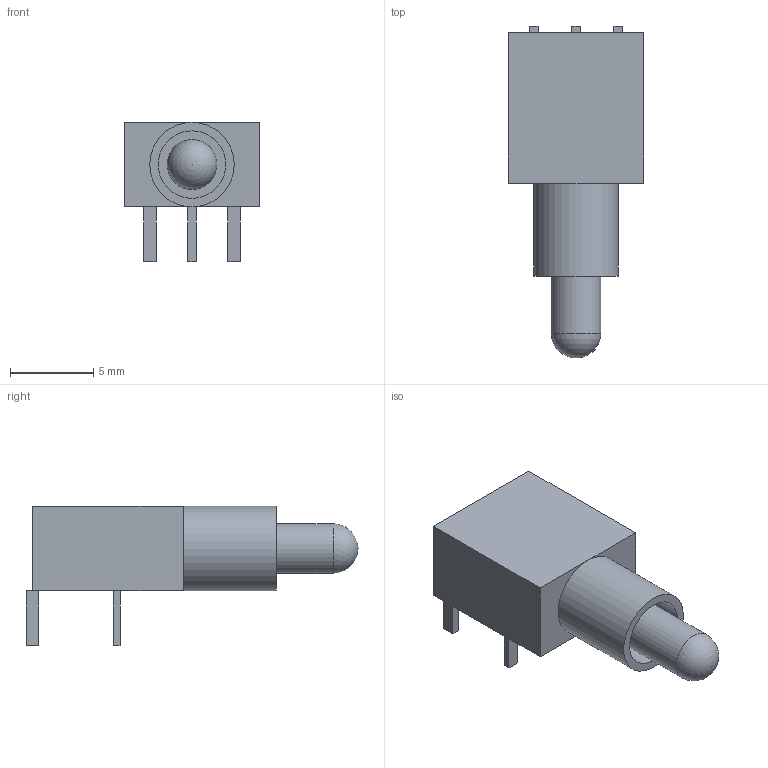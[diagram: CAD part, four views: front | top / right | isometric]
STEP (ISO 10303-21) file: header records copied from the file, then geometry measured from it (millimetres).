
FILE_DESCRIPTION(('FreeCAD Model'),'2;1');
FILE_NAME('MC2MS1T2B2M6RE_SPDT_Toggle_Switch_Horizontal.step','2020-12-27T15:23:11',('Author'),(''), 'Open CASCADE STEP processor 7.4','FreeCAD','Unknown');
FILE_SCHEMA(('AUTOMOTIVE_DESIGN { 1 0 10303 214 1 1 1 1 }'));
Length unit declared in the file: millimetre
Products named in the file (1): MC2MS1T2B2M6RE_SPDT_Toggle_Switch_Horizontal
Bounding box: 8.13 x 19.99 x 8.38 mm (x, y, z)
Volume: 492.9 mm3; surface area: 617.2 mm2
Topology: 1 solids, 1 shells, 41 faces, 99 edges, 63 vertices
Faces by surface type: plane 37, cylinder 3, sphere 1
Full cylindrical faces by diameter (mm): 3 x1, 4.064 x1, 5.08 x1
Entity records: 1187 total; most frequent: CARTESIAN_POINT 203, ORIENTED_EDGE 196, DIRECTION 191, EDGE_CURVE 98, LINE 89, VECTOR 89, VERTEX_POINT 63, AXIS2_PLACEMENT_3D 51
